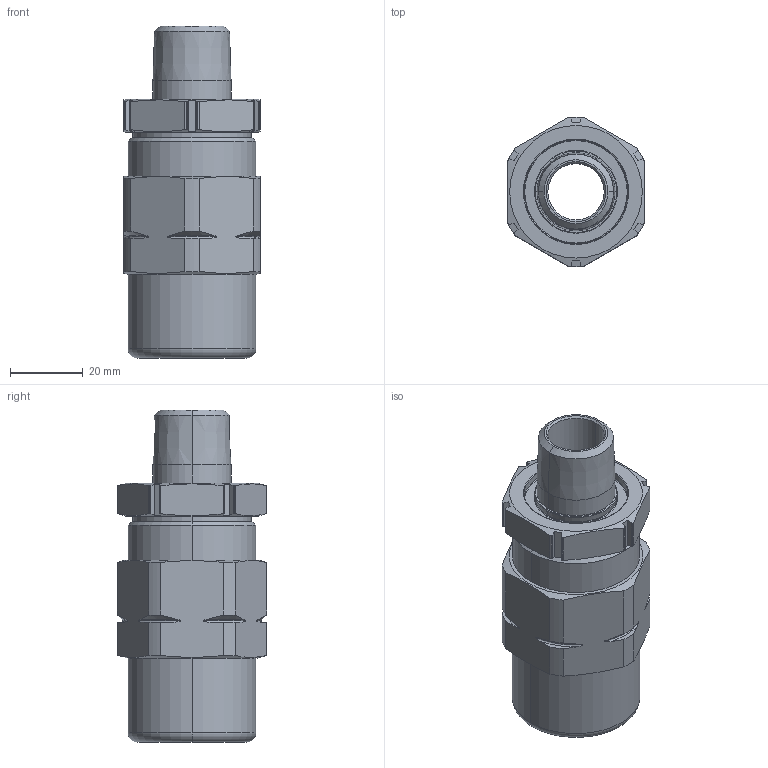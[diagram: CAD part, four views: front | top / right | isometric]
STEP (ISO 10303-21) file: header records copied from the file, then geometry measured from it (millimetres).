
FILE_DESCRIPTION (( 'STEP AP203' ), '1' );
FILE_NAME ('TMC2-050A0991RA131.STEP', '2019-07-24T08:18:52', ( '' ), ( '' ), 'SwSTEP 2.0', 'SolidWorks 2017', '' );
FILE_SCHEMA (( 'CONFIG_CONTROL_DESIGN' ));
Length unit declared in the file: millimetre
Products named in the file (1): TMC2-050A0991RA131
Bounding box: 37.5 x 41.23 x 91.4 mm (x, y, z)
Surface area: 17932.7 mm2 (no closed solid volume)
Topology: 0 solids, 5 shells, 152 faces, 410 edges, 266 vertices
Faces by surface type: cylinder 56, plane 44, cone 28, torus 24
Entity records: 5369 total; most frequent: CARTESIAN_POINT 1607, ORIENTED_EDGE 800, DIRECTION 736, EDGE_CURVE 410, AXIS2_PLACEMENT_3D 305, VERTEX_POINT 266, EDGE_LOOP 160, ADVANCED_FACE 152
